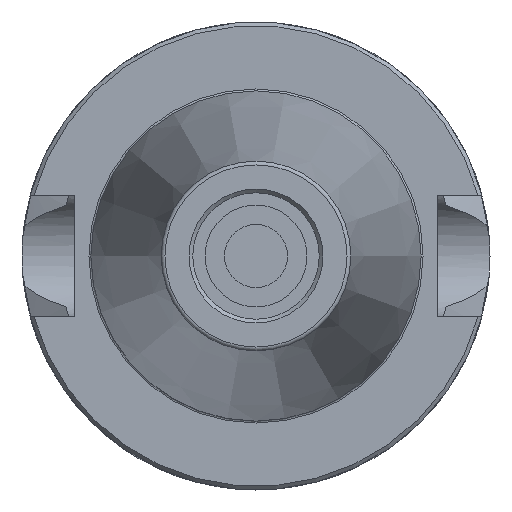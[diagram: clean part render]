
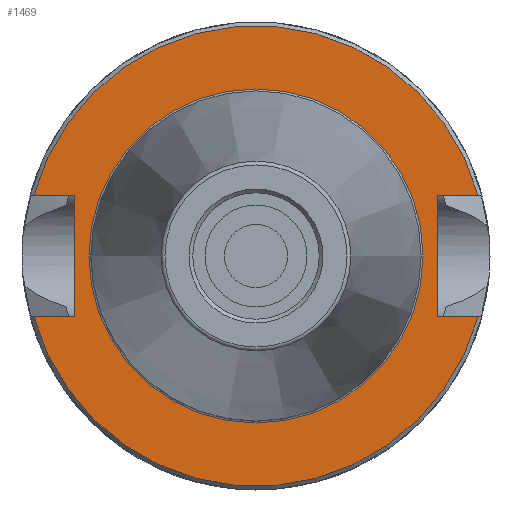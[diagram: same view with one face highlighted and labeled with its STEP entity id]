
A CAD part, left-side view. The second image highlights one B-rep face of the part: STEP entity #1469.
In plain terms, the highlighted planar face has unit normal (-1, 0, 0).
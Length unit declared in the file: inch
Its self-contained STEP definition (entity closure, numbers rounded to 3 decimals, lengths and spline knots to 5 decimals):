
#33=FACE_BOUND('',#334,.T.);
#102=PLANE('',#1640);
#139=CIRCLE('',#1613,0.885);
#152=CIRCLE('',#1635,1.22);
#155=CIRCLE('',#1639,1.22);
#246=FACE_OUTER_BOUND('',#333,.T.);
#333=EDGE_LOOP('',(#1315,#1316,#1317,#1318,#1319,#1320,#1321,#1322));
#334=EDGE_LOOP('',(#1323));
#451=LINE('',#2599,#544);
#457=LINE('',#2612,#550);
#459=LINE('',#2624,#552);
#461=LINE('',#2686,#554);
#467=LINE('',#2699,#560);
#470=LINE('',#2713,#563);
#544=VECTOR('',#1938,39.37008);
#550=VECTOR('',#1946,39.37008);
#552=VECTOR('',#1950,39.37008);
#554=VECTOR('',#1958,39.37008);
#560=VECTOR('',#1966,39.37008);
#563=VECTOR('',#1971,39.37008);
#682=VERTEX_POINT('',#2593);
#683=VERTEX_POINT('',#2598);
#688=VERTEX_POINT('',#2609);
#689=VERTEX_POINT('',#2611);
#700=VERTEX_POINT('',#2680);
#701=VERTEX_POINT('',#2685);
#706=VERTEX_POINT('',#2696);
#707=VERTEX_POINT('',#2698);
#717=VERTEX_POINT('',#2765);
#869=EDGE_CURVE('',#682,#683,#451,.T.);
#875=EDGE_CURVE('',#688,#689,#457,.T.);
#879=EDGE_CURVE('',#683,#688,#459,.T.);
#890=EDGE_CURVE('',#701,#700,#461,.T.);
#896=EDGE_CURVE('',#707,#706,#467,.T.);
#901=EDGE_CURVE('',#701,#706,#470,.T.);
#911=EDGE_CURVE('',#717,#717,#139,.T.);
#929=EDGE_CURVE('',#682,#707,#152,.T.);
#932=EDGE_CURVE('',#700,#689,#155,.T.);
#1315=ORIENTED_EDGE('',*,*,#875,.F.);
#1316=ORIENTED_EDGE('',*,*,#879,.F.);
#1317=ORIENTED_EDGE('',*,*,#869,.F.);
#1318=ORIENTED_EDGE('',*,*,#929,.T.);
#1319=ORIENTED_EDGE('',*,*,#896,.T.);
#1320=ORIENTED_EDGE('',*,*,#901,.F.);
#1321=ORIENTED_EDGE('',*,*,#890,.T.);
#1322=ORIENTED_EDGE('',*,*,#932,.T.);
#1323=ORIENTED_EDGE('',*,*,#911,.T.);
#1469=ADVANCED_FACE('',(#246,#33),#102,.F.);
#1613=AXIS2_PLACEMENT_3D('',#2766,#1985,#1986);
#1635=AXIS2_PLACEMENT_3D('',#2803,#2034,#2035);
#1639=AXIS2_PLACEMENT_3D('',#2807,#2042,#2043);
#1640=AXIS2_PLACEMENT_3D('',#2808,#2044,#2045);
#1938=DIRECTION('',(0.,-1.,0.));
#1946=DIRECTION('',(0.,1.,0.));
#1950=DIRECTION('',(0.,0.,1.));
#1958=DIRECTION('',(0.,-1.,0.));
#1966=DIRECTION('',(0.,1.,0.));
#1971=DIRECTION('',(0.,0.,-1.));
#1985=DIRECTION('center_axis',(1.,0.,0.));
#1986=DIRECTION('ref_axis',(0.,1.,0.));
#2034=DIRECTION('center_axis',(-1.,0.,0.));
#2035=DIRECTION('ref_axis',(0.,1.,0.));
#2042=DIRECTION('center_axis',(-1.,0.,0.));
#2043=DIRECTION('ref_axis',(0.,1.,0.));
#2044=DIRECTION('center_axis',(1.,0.,0.));
#2045=DIRECTION('ref_axis',(0.,1.,0.));
#2593=CARTESIAN_POINT('',(0.04,1.1766,-0.3225));
#2598=CARTESIAN_POINT('',(0.04,0.96,-0.3225));
#2599=CARTESIAN_POINT('',(0.04,0.875,-0.3225));
#2609=CARTESIAN_POINT('',(0.04,0.96,0.3225));
#2611=CARTESIAN_POINT('',(0.04,1.1766,0.3225));
#2612=CARTESIAN_POINT('',(0.04,0.875,0.3225));
#2624=CARTESIAN_POINT('',(0.04,0.96,0.));
#2680=CARTESIAN_POINT('',(0.04,-1.1766,0.3225));
#2685=CARTESIAN_POINT('',(0.04,-0.96,0.3225));
#2686=CARTESIAN_POINT('',(0.04,0.875,0.3225));
#2696=CARTESIAN_POINT('',(0.04,-0.96,-0.3225));
#2698=CARTESIAN_POINT('',(0.04,-1.1766,-0.3225));
#2699=CARTESIAN_POINT('',(0.04,0.875,-0.3225));
#2713=CARTESIAN_POINT('',(0.04,-0.96,0.));
#2765=CARTESIAN_POINT('',(0.04,-0.885,0.));
#2766=CARTESIAN_POINT('Origin',(0.04,0.,0.));
#2803=CARTESIAN_POINT('Origin',(0.04,0.,0.));
#2807=CARTESIAN_POINT('Origin',(0.04,0.,0.));
#2808=CARTESIAN_POINT('Origin',(0.04,0.875,0.));
